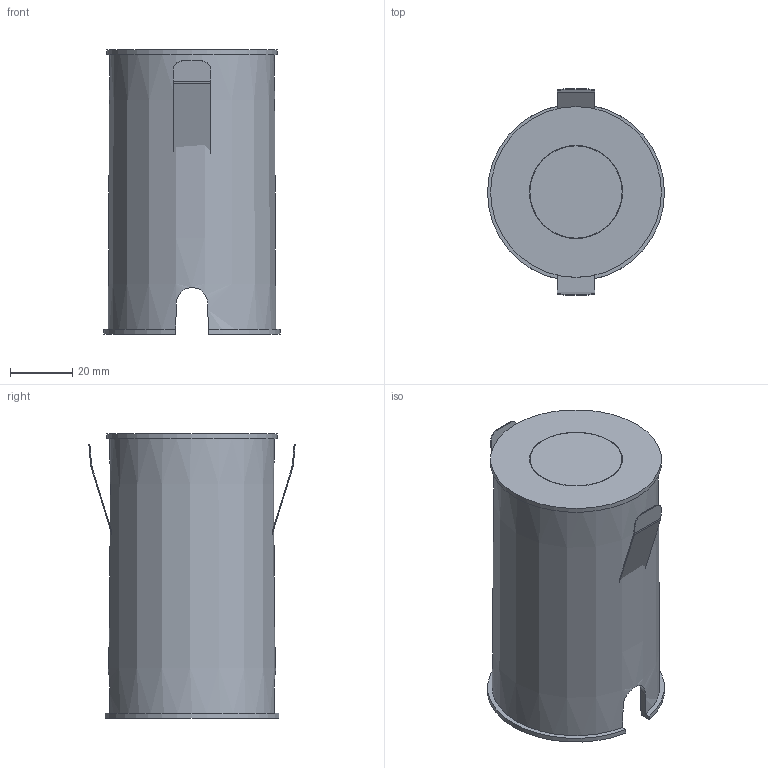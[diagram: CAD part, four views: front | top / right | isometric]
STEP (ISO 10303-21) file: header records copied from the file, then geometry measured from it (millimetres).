
FILE_DESCRIPTION(/* description */ (''),/* implementation_level */ '2;1');
FILE_NAME(/* name */ 'AL-DL0372-3-WW.stp',/* time_stamp */ '2025-12-18T15:48:35+08:00',/* author */ (''),/* organization */ (''),/* preprocessor_version */ 'ST-DEVELOPER v11',/* originating_system */ 'SIEMENS UGS NX 6.0',/* authorisation */ '');
FILE_SCHEMA (('CONFIG_CONTROL_DESIGN'));
Length unit declared in the file: millimetre
Products named in the file (1): ALDL0372
Bounding box: 57 x 66.39 x 91.5 mm (x, y, z)
Volume: 92427.6 mm3; surface area: 49206.2 mm2
Topology: 2 solids, 2 shells, 143 faces, 338 edges, 223 vertices
Faces by surface type: plane 86, cylinder 48, cone 6, bspline 2, torus 1
Full cylindrical faces by diameter (mm): 2.9 x2, 3.2 x2, 7.5 x1, 8 x1, 12 x1, 14 x1, 29.7 x1, 30 x1, 38 x4, 40.5 x2, 45 x7, 55 x1
Entity records: 4092 total; most frequent: CARTESIAN_POINT 762, DIRECTION 704, ORIENTED_EDGE 596, EDGE_CURVE 298, AXIS2_PLACEMENT_3D 272, VERTEX_POINT 214, EDGE_LOOP 206, LINE 160
